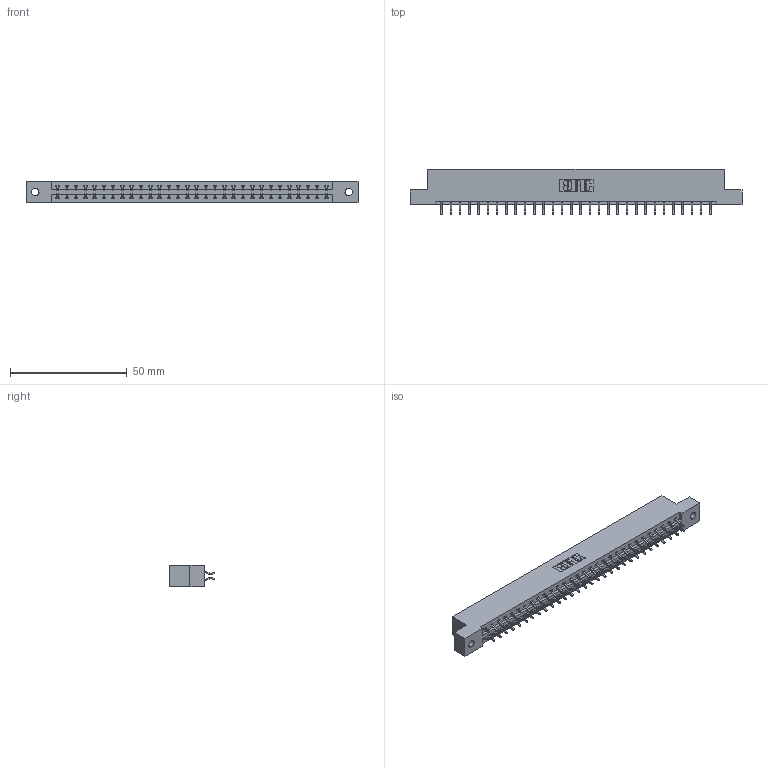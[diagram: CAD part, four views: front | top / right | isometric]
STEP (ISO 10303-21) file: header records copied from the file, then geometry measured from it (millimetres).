
FILE_DESCRIPTION (( 'STEP AP203' ), '1' );
FILE_NAME ('337-060-556-202.STEP', '2018-08-10T08:41:53', ( '' ), ( '' ), 'SwSTEP 2.0', 'SolidWorks 2016', '' );
FILE_SCHEMA (( 'CONFIG_CONTROL_DESIGN' ));
Length unit declared in the file: inch
Products named in the file (3): 345-292-001_556 Tail; 337-060-556-202; 337 Part_Flush Mounting Lugs - 0.128 Dia
Assembly tree (61 placements, depth 2):
  337-060-556-202
    337 Part_Flush Mounting Lugs - 0.128 Dia
    345-292-001_556 Tail  x60
Bounding box: 141.88 x 19.57 x 9.4 mm (x, y, z)
Volume: 14754.1 mm3; surface area: 16227 mm2
Topology: 61 solids, 61 shells, 3714 faces, 11051 edges, 7286 vertices
Faces by surface type: plane 2590, cylinder 1124
Entity records: 25035 total; most frequent: CARTESIAN_POINT 4242, ORIENTED_EDGE 4166, DIRECTION 3619, EDGE_CURVE 2083, LINE 1947, VECTOR 1947, VERTEX_POINT 1386, AXIS2_PLACEMENT_3D 836
